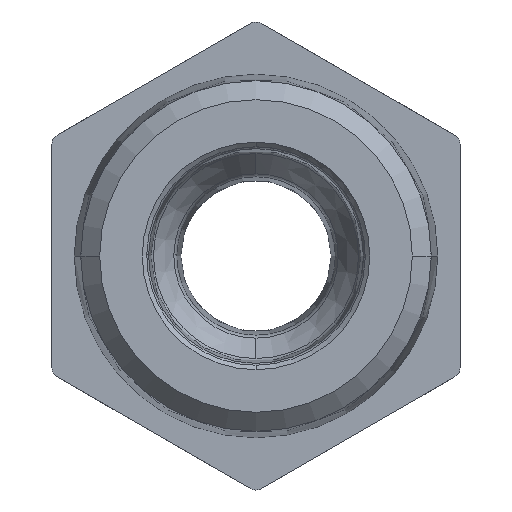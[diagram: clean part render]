
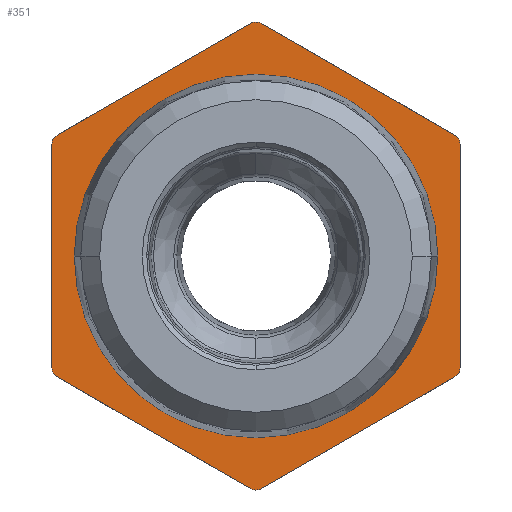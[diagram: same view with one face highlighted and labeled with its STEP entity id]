
A CAD part, front view. The second image highlights one B-rep face of the part: STEP entity #351.
In plain terms, the highlighted planar face has unit normal (0, -1, 0).
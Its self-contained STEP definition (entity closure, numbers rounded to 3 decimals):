
#351=ADVANCED_FACE('',(#817,#818),#819,.F.);
#817=FACE_OUTER_BOUND('',#1643,.T.);
#818=FACE_BOUND('',#1644,.T.);
#819=PLANE('',#1645);
#1643=EDGE_LOOP('',(#3262,#3263,#3264,#3265,#3266,#3267,#3268,#3269,#3270,#3271,#3272,#3273));
#1644=EDGE_LOOP('',(#3274,#3275));
#1645=AXIS2_PLACEMENT_3D('',#3276,#3277,#3278);
#3262=ORIENTED_EDGE('',*,*,#4518,.T.);
#3263=ORIENTED_EDGE('',*,*,#4638,.F.);
#3264=ORIENTED_EDGE('',*,*,#4639,.T.);
#3265=ORIENTED_EDGE('',*,*,#4640,.F.);
#3266=ORIENTED_EDGE('',*,*,#4641,.T.);
#3267=ORIENTED_EDGE('',*,*,#4642,.F.);
#3268=ORIENTED_EDGE('',*,*,#4643,.T.);
#3269=ORIENTED_EDGE('',*,*,#4360,.F.);
#3270=ORIENTED_EDGE('',*,*,#4502,.T.);
#3271=ORIENTED_EDGE('',*,*,#4644,.F.);
#3272=ORIENTED_EDGE('',*,*,#4645,.T.);
#3273=ORIENTED_EDGE('',*,*,#4646,.F.);
#3274=ORIENTED_EDGE('',*,*,#4340,.F.);
#3275=ORIENTED_EDGE('',*,*,#4546,.F.);
#3276=CARTESIAN_POINT('',(0.0,0.0,0.0));
#3277=DIRECTION('',(0.0,1.0,0.0));
#3278=DIRECTION('',(1.0,0.0,-0.0));
#4340=EDGE_CURVE('',#5090,#5086,#5092,.T.);
#4360=EDGE_CURVE('',#5125,#5127,#5128,.T.);
#4502=EDGE_CURVE('',#5125,#5365,#5367,.T.);
#4518=EDGE_CURVE('',#5392,#5390,#5393,.T.);
#4546=EDGE_CURVE('',#5086,#5090,#5437,.T.);
#4638=EDGE_CURVE('',#5579,#5390,#5580,.T.);
#4639=EDGE_CURVE('',#5579,#5581,#5582,.T.);
#4640=EDGE_CURVE('',#5583,#5581,#5584,.T.);
#4641=EDGE_CURVE('',#5583,#5585,#5586,.T.);
#4642=EDGE_CURVE('',#5587,#5585,#5588,.T.);
#4643=EDGE_CURVE('',#5587,#5127,#5589,.T.);
#4644=EDGE_CURVE('',#5590,#5365,#5591,.T.);
#4645=EDGE_CURVE('',#5590,#5592,#5593,.T.);
#4646=EDGE_CURVE('',#5392,#5592,#5594,.T.);
#5086=VERTEX_POINT('',#6173);
#5090=VERTEX_POINT('',#6178);
#5092=CIRCLE('',#6181,8.459);
#5125=VERTEX_POINT('',#6263);
#5127=VERTEX_POINT('',#6266);
#5128=LINE('',#6267,#6268);
#5365=VERTEX_POINT('',#6687);
#5367=CIRCLE('',#6690,0.5);
#5390=VERTEX_POINT('',#6725);
#5392=VERTEX_POINT('',#6728);
#5393=CIRCLE('',#6729,0.5);
#5437=CIRCLE('',#6872,8.459);
#5579=VERTEX_POINT('',#7095);
#5580=LINE('',#7096,#7097);
#5581=VERTEX_POINT('',#7098);
#5582=CIRCLE('',#7099,0.5);
#5583=VERTEX_POINT('',#7100);
#5584=LINE('',#7101,#7102);
#5585=VERTEX_POINT('',#7103);
#5586=CIRCLE('',#7104,0.5);
#5587=VERTEX_POINT('',#7105);
#5588=LINE('',#7106,#7107);
#5589=CIRCLE('',#7108,0.5);
#5590=VERTEX_POINT('',#7109);
#5591=LINE('',#7110,#7111);
#5592=VERTEX_POINT('',#7112);
#5593=CIRCLE('',#7113,0.5);
#5594=LINE('',#7114,#7115);
#6173=CARTESIAN_POINT('',(8.459,0.,0.));
#6178=CARTESIAN_POINT('',(-8.459,0.0,0.0));
#6181=AXIS2_PLACEMENT_3D('',#8095,#8096,#8097);
#6263=CARTESIAN_POINT('',(9.25,0.0,-5.629));
#6266=CARTESIAN_POINT('',(0.25,0.0,-10.825));
#6267=CARTESIAN_POINT('',(9.25,0.0,-5.629));
#6268=VECTOR('',#8124,10.392);
#6687=CARTESIAN_POINT('',(9.5,0.0,-5.196));
#6690=AXIS2_PLACEMENT_3D('',#8308,#8309,#8310);
#6725=CARTESIAN_POINT('',(-0.25,0.0,10.825));
#6728=CARTESIAN_POINT('',(0.25,0.0,10.825));
#6729=AXIS2_PLACEMENT_3D('',#8323,#8324,#8325);
#6872=AXIS2_PLACEMENT_3D('',#8356,#8357,#8358);
#7095=CARTESIAN_POINT('',(-9.25,0.0,5.629));
#7096=CARTESIAN_POINT('',(-9.25,0.0,5.629));
#7097=VECTOR('',#8449,10.392);
#7098=CARTESIAN_POINT('',(-9.5,0.0,5.196));
#7099=AXIS2_PLACEMENT_3D('',#8450,#8451,#8452);
#7100=CARTESIAN_POINT('',(-9.5,0.0,-5.196));
#7101=CARTESIAN_POINT('',(-9.5,0.0,-5.196));
#7102=VECTOR('',#8453,10.392);
#7103=CARTESIAN_POINT('',(-9.25,0.0,-5.629));
#7104=AXIS2_PLACEMENT_3D('',#8454,#8455,#8456);
#7105=CARTESIAN_POINT('',(-0.25,0.0,-10.825));
#7106=CARTESIAN_POINT('',(-0.25,0.0,-10.825));
#7107=VECTOR('',#8457,10.392);
#7108=AXIS2_PLACEMENT_3D('',#8458,#8459,#8460);
#7109=CARTESIAN_POINT('',(9.5,0.0,5.196));
#7110=CARTESIAN_POINT('',(9.5,0.0,5.196));
#7111=VECTOR('',#8461,10.392);
#7112=CARTESIAN_POINT('',(9.25,0.0,5.629));
#7113=AXIS2_PLACEMENT_3D('',#8462,#8463,#8464);
#7114=CARTESIAN_POINT('',(0.25,0.0,10.825));
#7115=VECTOR('',#8465,10.392);
#8095=CARTESIAN_POINT('',(0.0,0.,0.0));
#8096=DIRECTION('',(0.0,-1.0,0.0));
#8097=DIRECTION('',(1.0,0.0,0.0));
#8124=DIRECTION('',(-0.866,0.0,-0.5));
#8308=CARTESIAN_POINT('',(9.0,0.0,-5.196));
#8309=DIRECTION('',(0.0,-1.0,0.0));
#8310=DIRECTION('',(0.5,0.0,-0.866));
#8323=CARTESIAN_POINT('',(0.0,0.0,10.392));
#8324=DIRECTION('',(0.0,-1.0,0.0));
#8325=DIRECTION('',(0.5,0.0,0.866));
#8356=CARTESIAN_POINT('',(0.0,0.,0.0));
#8357=DIRECTION('',(0.0,-1.0,0.0));
#8358=DIRECTION('',(1.0,0.0,0.0));
#8449=DIRECTION('',(0.866,0.0,0.5));
#8450=CARTESIAN_POINT('',(-9.0,0.0,5.196));
#8451=DIRECTION('',(0.0,-1.0,0.0));
#8452=DIRECTION('',(-0.5,0.0,0.866));
#8453=DIRECTION('',(0.0,0.0,1.0));
#8454=CARTESIAN_POINT('',(-9.0,0.0,-5.196));
#8455=DIRECTION('',(0.0,-1.0,0.0));
#8456=DIRECTION('',(-1.0,0.0,0.0));
#8457=DIRECTION('',(-0.866,0.0,0.5));
#8458=CARTESIAN_POINT('',(0.0,0.0,-10.392));
#8459=DIRECTION('',(0.0,-1.0,-0.0));
#8460=DIRECTION('',(-0.5,0.0,-0.866));
#8461=DIRECTION('',(0.0,0.0,-1.0));
#8462=CARTESIAN_POINT('',(9.0,0.0,5.196));
#8463=DIRECTION('',(0.0,-1.0,0.0));
#8464=DIRECTION('',(1.0,0.0,0.0));
#8465=DIRECTION('',(0.866,0.0,-0.5));
